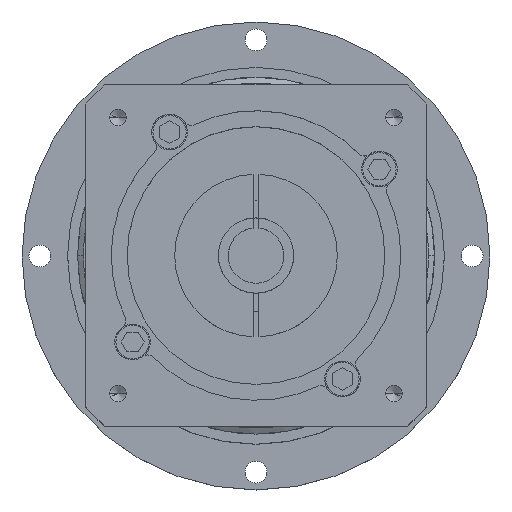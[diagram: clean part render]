
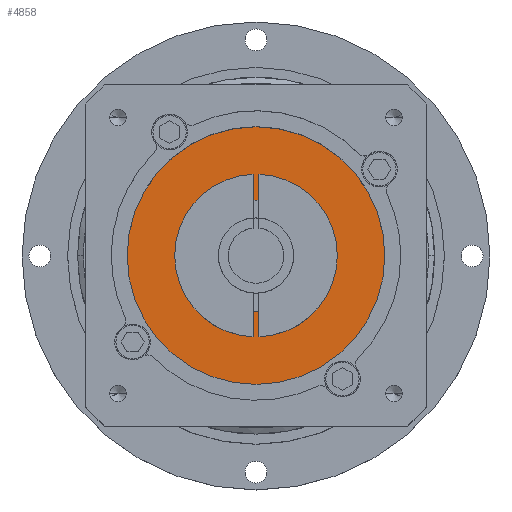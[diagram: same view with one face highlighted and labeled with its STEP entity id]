
A CAD part, top view. The second image highlights one B-rep face of the part: STEP entity #4858.
In plain terms, the highlighted planar face has unit normal (0, 0, 1).
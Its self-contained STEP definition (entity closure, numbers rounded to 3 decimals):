
#140 = EDGE_CURVE ( 'NONE', #6811, #2240, #3779, .T. ) ;
#307 = DIRECTION ( 'NONE',  ( 1., 0., 0. ) ) ;
#391 = CARTESIAN_POINT ( 'NONE',  ( -32.5, 0., 51.5 ) ) ;
#402 = CARTESIAN_POINT ( 'NONE',  ( 0., 0., 51.5 ) ) ;
#603 = PLANE ( 'NONE',  #10569 ) ;
#746 = DIRECTION ( 'NONE',  ( 0., 0., 1. ) ) ;
#755 = CIRCLE ( 'NONE', #10642, 14. ) ;
#844 = CIRCLE ( 'NONE', #2094, 32.5 ) ;
#1255 = FACE_BOUND ( 'NONE', #10498, .T. ) ;
#1281 = CARTESIAN_POINT ( 'NONE',  ( -14., 0., 51.5 ) ) ;
#1308 = DIRECTION ( 'NONE',  ( 1., 0., 0. ) ) ;
#2094 = AXIS2_PLACEMENT_3D ( 'NONE', #402, #6694, #1308 ) ;
#2240 = VERTEX_POINT ( 'NONE', #9395 ) ;
#2708 = EDGE_CURVE ( 'NONE', #9012, #5800, #755, .T. ) ;
#3255 = DIRECTION ( 'NONE',  ( 0., 0., 1. ) ) ;
#3303 = CIRCLE ( 'NONE', #7873, 14. ) ;
#3779 = CIRCLE ( 'NONE', #8095, 32.5 ) ;
#3788 = EDGE_LOOP ( 'NONE', ( #9670, #11023 ) ) ;
#4235 = DIRECTION ( 'NONE',  ( 1., 0., 0. ) ) ;
#4718 = EDGE_CURVE ( 'NONE', #2240, #6811, #844, .T. ) ;
#4858 = ADVANCED_FACE ( 'NONE', ( #8723, #1255 ), #603, .T. ) ;
#5726 = DIRECTION ( 'NONE',  ( 0., 0., 1. ) ) ;
#5800 = VERTEX_POINT ( 'NONE', #1281 ) ;
#6157 = CARTESIAN_POINT ( 'NONE',  ( 0., 0., 51.5 ) ) ;
#6694 = DIRECTION ( 'NONE',  ( 0., 0., 1. ) ) ;
#6811 = VERTEX_POINT ( 'NONE', #391 ) ;
#7051 = DIRECTION ( 'NONE',  ( 1., 0., 0. ) ) ;
#7610 = CARTESIAN_POINT ( 'NONE',  ( 14., 0., 51.5 ) ) ;
#7809 = CARTESIAN_POINT ( 'NONE',  ( 0., 0., 51.5 ) ) ;
#7873 = AXIS2_PLACEMENT_3D ( 'NONE', #8616, #3255, #9559 ) ;
#8095 = AXIS2_PLACEMENT_3D ( 'NONE', #11143, #5726, #307 ) ;
#8616 = CARTESIAN_POINT ( 'NONE',  ( 0., 0., 51.5 ) ) ;
#8723 = FACE_OUTER_BOUND ( 'NONE', #3788, .T. ) ;
#9012 = VERTEX_POINT ( 'NONE', #7610 ) ;
#9080 = EDGE_CURVE ( 'NONE', #5800, #9012, #3303, .T. ) ;
#9395 = CARTESIAN_POINT ( 'NONE',  ( 32.5, 0., 51.5 ) ) ;
#9559 = DIRECTION ( 'NONE',  ( 1., 0., 0. ) ) ;
#9640 = DIRECTION ( 'NONE',  ( 0., 0., 1. ) ) ;
#9670 = ORIENTED_EDGE ( 'NONE', *, *, #4718, .T. ) ;
#10107 = ORIENTED_EDGE ( 'NONE', *, *, #2708, .F. ) ;
#10498 = EDGE_LOOP ( 'NONE', ( #10815, #10107 ) ) ;
#10569 = AXIS2_PLACEMENT_3D ( 'NONE', #7809, #9640, #4235 ) ;
#10642 = AXIS2_PLACEMENT_3D ( 'NONE', #6157, #746, #7051 ) ;
#10815 = ORIENTED_EDGE ( 'NONE', *, *, #9080, .F. ) ;
#11023 = ORIENTED_EDGE ( 'NONE', *, *, #140, .T. ) ;
#11143 = CARTESIAN_POINT ( 'NONE',  ( 0., 0., 51.5 ) ) ;
